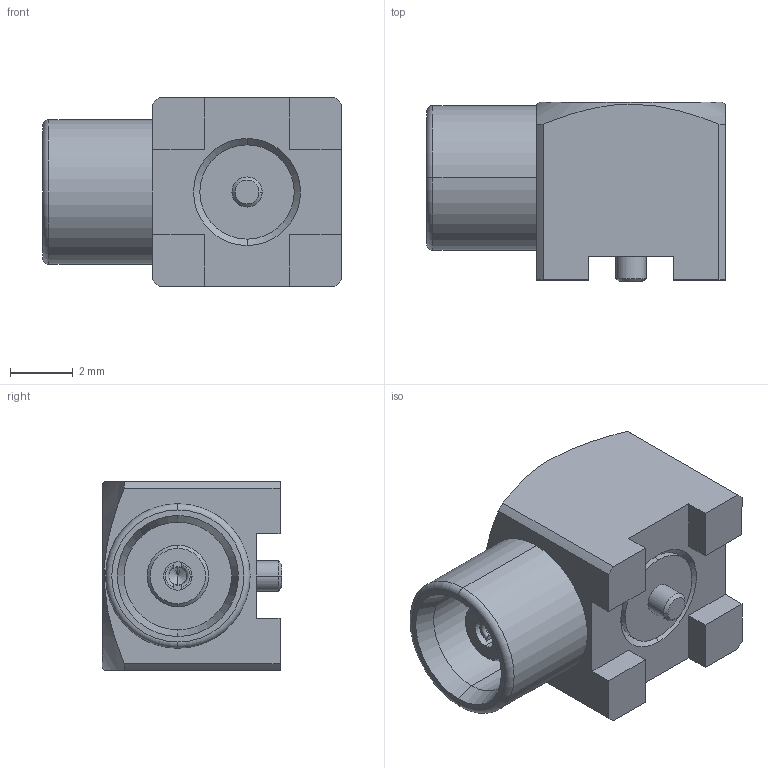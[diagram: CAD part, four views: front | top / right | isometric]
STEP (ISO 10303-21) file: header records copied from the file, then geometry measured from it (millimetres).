
FILE_DESCRIPTION (( 'STEP AP214' ), '1' );
FILE_NAME ('ÑÖÍÊ.434531.032ÑÁ_Ðîçåòêà+äëÿ ïîòðåáèòåëÿ.STEP', '2018-12-07T11:36:31', ( 'User' ), ( '' ), 'SwSTEP 2.0', 'SolidWorks 2016', '' );
FILE_SCHEMA (( 'AUTOMOTIVE_DESIGN' ));
Length unit declared in the file: millimetre
Products named in the file (1): ÑÖÍÊ.434531.032ÑÁ_Ðîçåòêà+äëÿ ïîòðåáèòåëÿ
Bounding box: 9.5 x 5.7 x 6 mm (x, y, z)
Volume: 209.4 mm3; surface area: 322.6 mm2
Topology: 1 solids, 1 shells, 69 faces, 170 edges, 107 vertices
Faces by surface type: plane 31, cylinder 20, cone 14, torus 4
Entity records: 2905 total; most frequent: CARTESIAN_POINT 451, DIRECTION 362, ORIENTED_EDGE 336, EDGE_CURVE 168, AXIS2_PLACEMENT_3D 134, VERTEX_POINT 107, LINE 94, VECTOR 94
